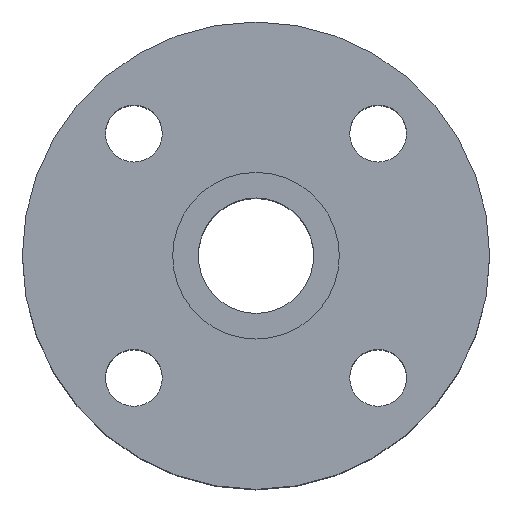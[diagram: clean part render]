
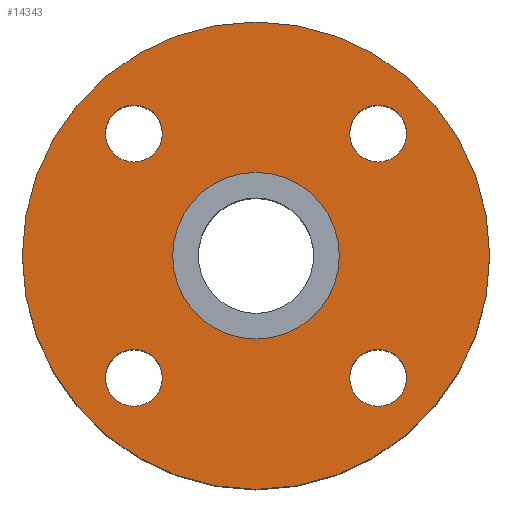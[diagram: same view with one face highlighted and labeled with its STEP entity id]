
A CAD part, top view. The second image highlights one B-rep face of the part: STEP entity #14343.
In plain terms, the highlighted planar face has unit normal (0, 0, 1).
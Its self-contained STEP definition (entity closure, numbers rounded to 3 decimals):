
#1309 = CARTESIAN_POINT ( 'NONE',  ( -30.052, 30.052, -0.4 ) ) ;
#1671 = EDGE_CURVE ( 'NONE', #22731, #15529, #17883, .T. ) ;
#1882 = EDGE_CURVE ( 'NONE', #19543, #10466, #26307, .T. ) ;
#1929 = DIRECTION ( 'NONE',  ( 0., 0., 1. ) ) ;
#1987 = EDGE_CURVE ( 'NONE', #10466, #19543, #19684, .T. ) ;
#2069 = DIRECTION ( 'NONE',  ( 0., -1., 0. ) ) ;
#2145 = ORIENTED_EDGE ( 'NONE', *, *, #9754, .F. ) ;
#2281 = FACE_BOUND ( 'NONE', #18215, .T. ) ;
#2294 = ORIENTED_EDGE ( 'NONE', *, *, #1987, .F. ) ;
#2327 = VERTEX_POINT ( 'NONE', #11837 ) ;
#2447 = CARTESIAN_POINT ( 'NONE',  ( -20.5, 0., -0.4 ) ) ;
#3467 = CARTESIAN_POINT ( 'NONE',  ( 37.052, 30.052, -0.4 ) ) ;
#4040 = CIRCLE ( 'NONE', #12423, 57.5 ) ;
#4068 = VERTEX_POINT ( 'NONE', #13492 ) ;
#4303 = VERTEX_POINT ( 'NONE', #8229 ) ;
#4353 = CARTESIAN_POINT ( 'NONE',  ( 0., 20.5, -0.4 ) ) ;
#4395 = CIRCLE ( 'NONE', #25573, 7. ) ;
#4604 = VERTEX_POINT ( 'NONE', #8340 ) ;
#4622 = FACE_BOUND ( 'NONE', #13162, .T. ) ;
#4873 = DIRECTION ( 'NONE',  ( 1., 0., 0. ) ) ;
#4913 = ORIENTED_EDGE ( 'NONE', *, *, #1671, .F. ) ;
#5111 = CIRCLE ( 'NONE', #20545, 7. ) ;
#5303 = VERTEX_POINT ( 'NONE', #10198 ) ;
#5661 = EDGE_LOOP ( 'NONE', ( #6233, #19715 ) ) ;
#6151 = FACE_OUTER_BOUND ( 'NONE', #11766, .T. ) ;
#6233 = ORIENTED_EDGE ( 'NONE', *, *, #20419, .F. ) ;
#6294 = DIRECTION ( 'NONE',  ( 0., 0., -1. ) ) ;
#6560 = DIRECTION ( 'NONE',  ( -1., 0., 0. ) ) ;
#7067 = CIRCLE ( 'NONE', #15013, 7. ) ;
#7818 = AXIS2_PLACEMENT_3D ( 'NONE', #22274, #11629, #20193 ) ;
#8229 = CARTESIAN_POINT ( 'NONE',  ( -37.052, 30.052, -0.4 ) ) ;
#8340 = CARTESIAN_POINT ( 'NONE',  ( -37.052, -30.052, -0.4 ) ) ;
#8388 = AXIS2_PLACEMENT_3D ( 'NONE', #11639, #9564, #17988 ) ;
#8564 = EDGE_CURVE ( 'NONE', #23809, #26365, #23631, .T. ) ;
#8651 = AXIS2_PLACEMENT_3D ( 'NONE', #11218, #19645, #21854 ) ;
#8726 = DIRECTION ( 'NONE',  ( 0., 0., 1. ) ) ;
#9321 = CARTESIAN_POINT ( 'NONE',  ( 30.052, 30.052, -0.4 ) ) ;
#9564 = DIRECTION ( 'NONE',  ( 0., 0., 1. ) ) ;
#9724 = DIRECTION ( 'NONE',  ( 0., 0., 1. ) ) ;
#9754 = EDGE_CURVE ( 'NONE', #15529, #22731, #5111, .T. ) ;
#9768 = DIRECTION ( 'NONE',  ( 0., 0., 1. ) ) ;
#10198 = CARTESIAN_POINT ( 'NONE',  ( -57.5, 0., -0.4 ) ) ;
#10413 = AXIS2_PLACEMENT_3D ( 'NONE', #11087, #12897, #4873 ) ;
#10416 = PLANE ( 'NONE',  #17542 ) ;
#10466 = VERTEX_POINT ( 'NONE', #11382 ) ;
#10488 = DIRECTION ( 'NONE',  ( -1., 0., 0. ) ) ;
#11087 = CARTESIAN_POINT ( 'NONE',  ( 0., 0., -0.4 ) ) ;
#11173 = CARTESIAN_POINT ( 'NONE',  ( 30.052, 30.052, -0.4 ) ) ;
#11218 = CARTESIAN_POINT ( 'NONE',  ( 0., 0., -0.4 ) ) ;
#11364 = AXIS2_PLACEMENT_3D ( 'NONE', #17805, #20167, #18220 ) ;
#11382 = CARTESIAN_POINT ( 'NONE',  ( 20.5, 0., -0.4 ) ) ;
#11461 = EDGE_CURVE ( 'NONE', #4604, #4068, #25018, .T. ) ;
#11629 = DIRECTION ( 'NONE',  ( 0., 0., 1. ) ) ;
#11639 = CARTESIAN_POINT ( 'NONE',  ( 30.052, -30.052, -0.4 ) ) ;
#11766 = EDGE_LOOP ( 'NONE', ( #21559, #18184 ) ) ;
#11837 = CARTESIAN_POINT ( 'NONE',  ( 57.5, 0., -0.4 ) ) ;
#12020 = CARTESIAN_POINT ( 'NONE',  ( -30.052, -30.052, -0.4 ) ) ;
#12423 = AXIS2_PLACEMENT_3D ( 'NONE', #27054, #9768, #17677 ) ;
#12469 = DIRECTION ( 'NONE',  ( 0., 1., 0. ) ) ;
#12493 = ORIENTED_EDGE ( 'NONE', *, *, #14677, .F. ) ;
#12637 = FACE_BOUND ( 'NONE', #16567, .T. ) ;
#12654 = EDGE_CURVE ( 'NONE', #5303, #2327, #25042, .T. ) ;
#12897 = DIRECTION ( 'NONE',  ( 0., 0., 1. ) ) ;
#13162 = EDGE_LOOP ( 'NONE', ( #2145, #4913 ) ) ;
#13492 = CARTESIAN_POINT ( 'NONE',  ( -23.052, -30.052, -0.4 ) ) ;
#14063 = CARTESIAN_POINT ( 'NONE',  ( 23.052, -30.052, -0.4 ) ) ;
#14117 = CIRCLE ( 'NONE', #8388, 7. ) ;
#14226 = CARTESIAN_POINT ( 'NONE',  ( 30.052, -30.052, -0.4 ) ) ;
#14343 = ADVANCED_FACE ( 'NONE', ( #12637, #18984, #14975, #4622, #2281, #6151 ), #10416, .F. ) ;
#14677 = EDGE_CURVE ( 'NONE', #4303, #26345, #21522, .T. ) ;
#14975 = FACE_BOUND ( 'NONE', #19699, .T. ) ;
#15013 = AXIS2_PLACEMENT_3D ( 'NONE', #12020, #20572, #10488 ) ;
#15529 = VERTEX_POINT ( 'NONE', #3467 ) ;
#16567 = EDGE_LOOP ( 'NONE', ( #18419, #26406 ) ) ;
#16586 = ORIENTED_EDGE ( 'NONE', *, *, #17858, .F. ) ;
#16664 = AXIS2_PLACEMENT_3D ( 'NONE', #19087, #8726, #12469 ) ;
#17252 = DIRECTION ( 'NONE',  ( 1., 0., 0. ) ) ;
#17542 = AXIS2_PLACEMENT_3D ( 'NONE', #4353, #6294, #6560 ) ;
#17677 = DIRECTION ( 'NONE',  ( 1., 0., 0. ) ) ;
#17805 = CARTESIAN_POINT ( 'NONE',  ( 0., 0., -0.4 ) ) ;
#17858 = EDGE_CURVE ( 'NONE', #26345, #4303, #4395, .T. ) ;
#17883 = CIRCLE ( 'NONE', #23658, 7. ) ;
#17988 = DIRECTION ( 'NONE',  ( 0., -1., 0. ) ) ;
#18184 = ORIENTED_EDGE ( 'NONE', *, *, #12654, .T. ) ;
#18215 = EDGE_LOOP ( 'NONE', ( #2294, #24347 ) ) ;
#18220 = DIRECTION ( 'NONE',  ( 1., 0., 0. ) ) ;
#18285 = DIRECTION ( 'NONE',  ( 0., 1., 0. ) ) ;
#18419 = ORIENTED_EDGE ( 'NONE', *, *, #19924, .F. ) ;
#18805 = CARTESIAN_POINT ( 'NONE',  ( -23.052, 30.052, -0.4 ) ) ;
#18984 = FACE_BOUND ( 'NONE', #5661, .T. ) ;
#19087 = CARTESIAN_POINT ( 'NONE',  ( -30.052, 30.052, -0.4 ) ) ;
#19543 = VERTEX_POINT ( 'NONE', #2447 ) ;
#19645 = DIRECTION ( 'NONE',  ( 0., 0., 1. ) ) ;
#19684 = CIRCLE ( 'NONE', #8651, 20.5 ) ;
#19699 = EDGE_LOOP ( 'NONE', ( #16586, #12493 ) ) ;
#19715 = ORIENTED_EDGE ( 'NONE', *, *, #11461, .F. ) ;
#19924 = EDGE_CURVE ( 'NONE', #26365, #23809, #14117, .T. ) ;
#20167 = DIRECTION ( 'NONE',  ( 0., 0., 1. ) ) ;
#20193 = DIRECTION ( 'NONE',  ( -1., 0., 0. ) ) ;
#20419 = EDGE_CURVE ( 'NONE', #4068, #4604, #7067, .T. ) ;
#20471 = CARTESIAN_POINT ( 'NONE',  ( 37.052, -30.052, -0.4 ) ) ;
#20545 = AXIS2_PLACEMENT_3D ( 'NONE', #11173, #25823, #17252 ) ;
#20572 = DIRECTION ( 'NONE',  ( 0., 0., 1. ) ) ;
#21522 = CIRCLE ( 'NONE', #16664, 7. ) ;
#21559 = ORIENTED_EDGE ( 'NONE', *, *, #26525, .T. ) ;
#21854 = DIRECTION ( 'NONE',  ( 1., 0., 0. ) ) ;
#22035 = DIRECTION ( 'NONE',  ( 0., 0., 1. ) ) ;
#22274 = CARTESIAN_POINT ( 'NONE',  ( -30.052, -30.052, -0.4 ) ) ;
#22442 = DIRECTION ( 'NONE',  ( 1., 0., 0. ) ) ;
#22731 = VERTEX_POINT ( 'NONE', #24579 ) ;
#22750 = AXIS2_PLACEMENT_3D ( 'NONE', #14226, #1929, #2069 ) ;
#23631 = CIRCLE ( 'NONE', #22750, 7. ) ;
#23658 = AXIS2_PLACEMENT_3D ( 'NONE', #9321, #22035, #22442 ) ;
#23809 = VERTEX_POINT ( 'NONE', #14063 ) ;
#24347 = ORIENTED_EDGE ( 'NONE', *, *, #1882, .F. ) ;
#24579 = CARTESIAN_POINT ( 'NONE',  ( 23.052, 30.052, -0.4 ) ) ;
#25018 = CIRCLE ( 'NONE', #7818, 7. ) ;
#25042 = CIRCLE ( 'NONE', #11364, 57.5 ) ;
#25573 = AXIS2_PLACEMENT_3D ( 'NONE', #1309, #9724, #18285 ) ;
#25823 = DIRECTION ( 'NONE',  ( 0., 0., 1. ) ) ;
#26307 = CIRCLE ( 'NONE', #10413, 20.5 ) ;
#26345 = VERTEX_POINT ( 'NONE', #18805 ) ;
#26365 = VERTEX_POINT ( 'NONE', #20471 ) ;
#26406 = ORIENTED_EDGE ( 'NONE', *, *, #8564, .F. ) ;
#26525 = EDGE_CURVE ( 'NONE', #2327, #5303, #4040, .T. ) ;
#27054 = CARTESIAN_POINT ( 'NONE',  ( 0., 0., -0.4 ) ) ;
